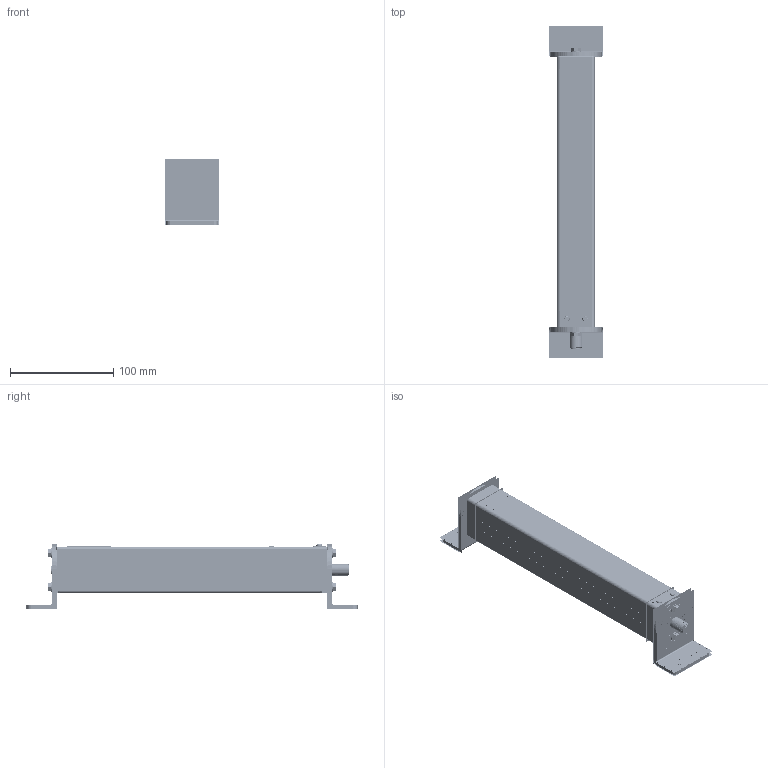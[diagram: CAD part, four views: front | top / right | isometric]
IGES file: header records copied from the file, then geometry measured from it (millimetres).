
Start section:  PTC IGES file: 139533.igs
Global section: file name: 139533.igs; native system: Creo Parametric by Parametric Technology Corporation; preprocessor: 2013230; author: pdmadmin; organization: Unknown; date: 20151202.091103; units: millimetre
Bounding box: 52 x 320.96 x 64.26 mm (x, y, z)
Volume: 211979.6 mm3; surface area: 836998.2 mm2
Topology: 80 solids, 90 shells, 10537 faces, 56117 edges, 72152 vertices
Faces by surface type: bspline 6812, revolution 3725
